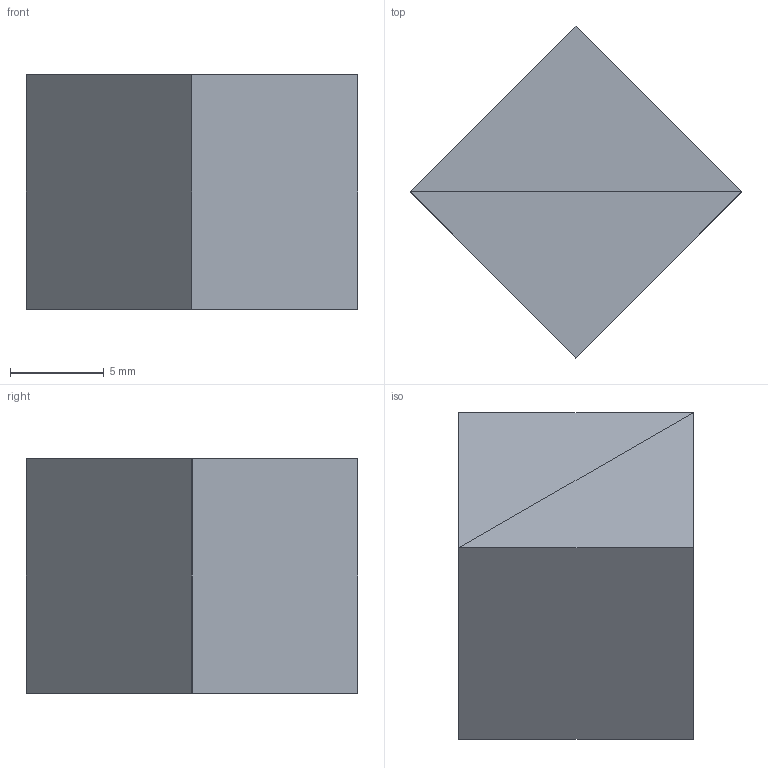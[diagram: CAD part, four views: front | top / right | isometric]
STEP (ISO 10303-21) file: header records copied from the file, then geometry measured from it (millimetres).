
FILE_DESCRIPTION (( 'STEP AP203' ), '1' );
FILE_NAME ('12_48881.step', '2021-09-20T13:39:38', ( '' ), ( '' ), 'SwSTEP 2.0', 'SolidWorks 2018', '' );
FILE_SCHEMA (( 'CONFIG_CONTROL_DESIGN' ));
Length unit declared in the file: millimetre
Products named in the file (2): 12.5x12.5 Right Angle Prism Master; 12_48881
Assembly tree (2 placements, depth 2):
  12_48881
    12.5x12.5 Right Angle Prism Master  x2
Bounding box: 17.68 x 17.68 x 12.5 mm (x, y, z)
Volume: 1953.1 mm3; surface area: 1379.4 mm2
Topology: 2 solids, 2 shells, 10 faces, 18 edges, 12 vertices
Faces by surface type: plane 10
Entity records: 351 total; most frequent: DIRECTION 29, CARTESIAN_POINT 25, ORIENTED_EDGE 18, PERSON_AND_ORGANIZATION 18, LOCAL_TIME 14, DATE_AND_TIME 14, CALENDAR_DATE 14, COORDINATED_UNIVERSAL_TIME_OFFSET 14
